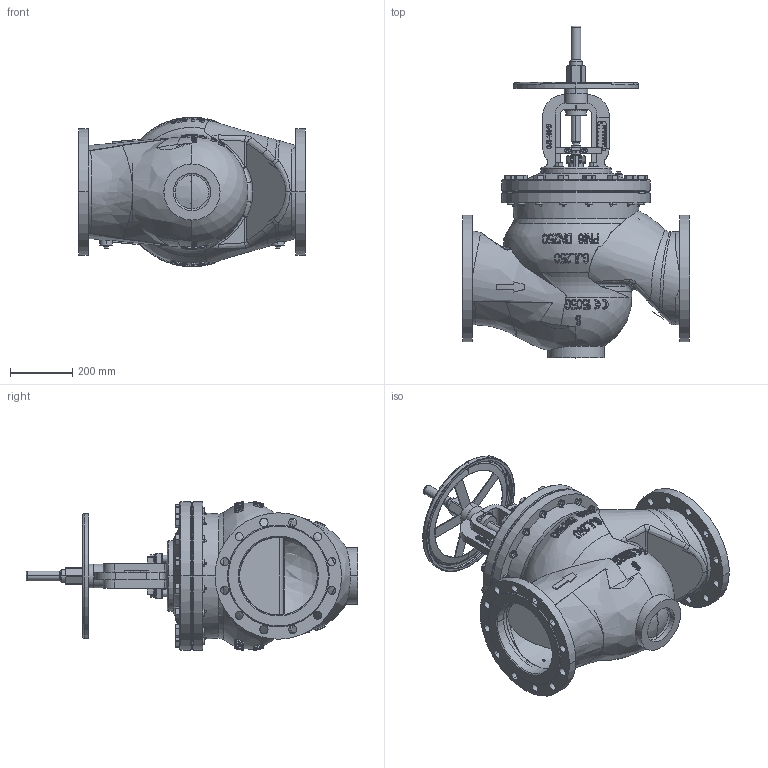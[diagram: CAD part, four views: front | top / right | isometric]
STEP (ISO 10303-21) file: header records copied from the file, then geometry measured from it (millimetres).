
FILE_DESCRIPTION((''),'2;1');
FILE_NAME('003Z1068_ASM','2015-05-12T',('u317927'),('Danfoss'),'PRO/ENGINEER BY PARAMETRIC TECHNOLOGY CORPORATION, 2014000','PRO/ENGINEER BY PARAMETRIC TECHNOLOGY CORPORATION, 2014000','');
FILE_SCHEMA(('CONFIG_CONTROL_DESIGN'));
Products named in the file (33): BREP_WITH_VOIDS_95585; MANIFOLD_SOLID_BREP_95756; MANIFOLD_SOLID_BREP_95926; _BODY250_3; BODY250_3_ASM_ASM; SPINDLE_2; PLUG_ASM_2_ASM_ASM; COVER_2; ZHIJIA_2; FILLING_BONNET_2; BAFFLE1_2; SCREW_SHEATH_2; GASKET_2; BIAOCHI1_3; MANIFOLD_SOLID_BREP_159689; MANIFOLD_SOLID_BREP_160042; HANDWHEEL_2_ASM_ASM; LOCATIVE_CAP_2; PROTECT-CAP_2; STAFF_GUAGE2_2; BOLT5_2; BOLT2_2; NUT3_2; DIANQUAN1_2; SCREW1_2; NUT2_2; BOLT4_2; DIANQUAN3_2; NIPPLEGASKET_2; NIPPLE_2; DN250_ASM_3_ASM_ASM; 003Z1068_ASM_ASM_ASM; 003Z1068_ASM
Assembly tree (63 placements, depth 5):
  003Z1068_ASM
    003Z1068_ASM_ASM_ASM
      DN250_ASM_3_ASM_ASM
        BODY250_3_ASM_ASM
          BREP_WITH_VOIDS_95585
          MANIFOLD_SOLID_BREP_95756
          MANIFOLD_SOLID_BREP_95926
          _BODY250_3
        PLUG_ASM_2_ASM_ASM
          SPINDLE_2
        COVER_2
        ZHIJIA_2
        FILLING_BONNET_2
        BAFFLE1_2  x2
        SCREW_SHEATH_2
        GASKET_2  x3
        BIAOCHI1_3
        HANDWHEEL_2_ASM_ASM
          MANIFOLD_SOLID_BREP_159689
          MANIFOLD_SOLID_BREP_160042
        LOCATIVE_CAP_2
        PROTECT-CAP_2
        STAFF_GUAGE2_2
        BOLT5_2  x2
        BOLT2_2  x16
        NUT3_2  x2
        DIANQUAN1_2  x2
        SCREW1_2  x2
        NUT2_2  x4
        BOLT4_2  x2
        DIANQUAN3_2  x2
        NIPPLEGASKET_2  x3
        NIPPLE_2  x3
Bounding box: 730 x 1063 x 478.01 mm (x, y, z)
Volume: 40592882 mm3; surface area: 4224036.9 mm2
Topology: 57 solids, 138 shells, 6009 faces, 16598 edges, 10703 vertices
Faces by surface type: plane 3241, cylinder 987, bspline 986, cone 331, sphere 261, torus 197, extrusion 6
Entity records: 191746 total; most frequent: CARTESIAN_POINT 67517, ORIENTED_EDGE 27904, DIRECTION 22177, EDGE_CURVE 14051, VERTEX_POINT 9343, VECTOR 8269, LINE 8263, AXIS2_PLACEMENT_3D 6954
